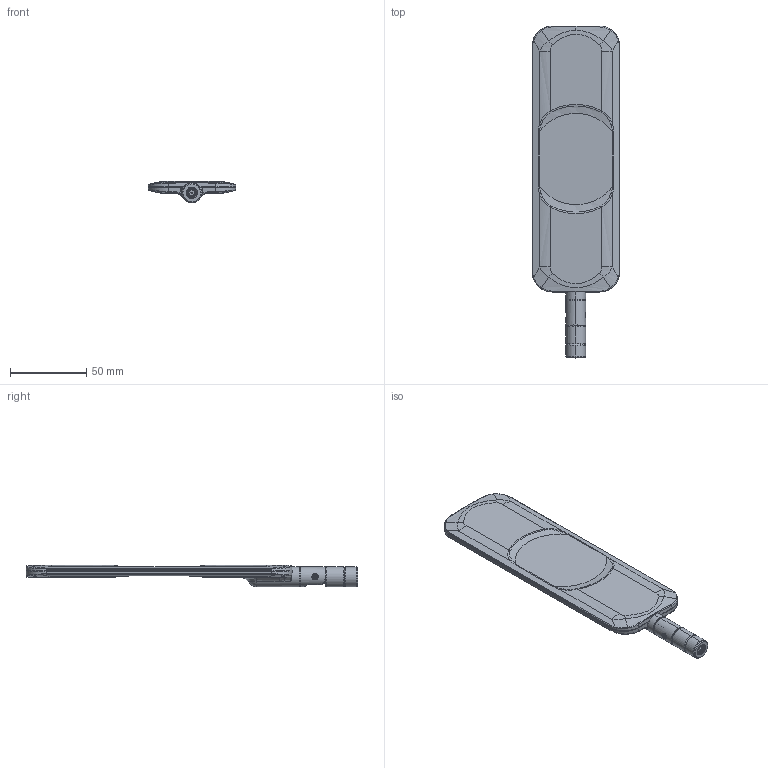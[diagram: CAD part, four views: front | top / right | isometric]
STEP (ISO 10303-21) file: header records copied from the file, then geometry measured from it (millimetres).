
FILE_DESCRIPTION (( 'STEP AP214' ), '1' );
FILE_NAME ('TG.35.8113W_web.STEP', '2020-07-15T09:56:16', ( '' ), ( '' ), 'SwSTEP 2.0', 'SolidWorks 2018', '' );
FILE_SCHEMA (( 'AUTOMOTIVE_DESIGN' ));
Length unit declared in the file: inch
Products named in the file (1): TG.35.8113W_web
Bounding box: 57.67 x 218.1 x 14.07 mm (x, y, z)
Surface area: 25028.2 mm2 (no closed solid volume)
Topology: 0 solids, 8 shells, 279 faces, 875 edges, 601 vertices
Faces by surface type: bspline 115, cylinder 79, plane 66, cone 18, torus 1
Entity records: 23455 total; most frequent: CARTESIAN_POINT 13392, ORIENTED_EDGE 1509, DIRECTION 900, EDGE_CURVE 875, VERTEX_POINT 601, B_SPLINE_CURVE_WITH_KNOTS 392, AXIS2_PLACEMENT_3D 318, EDGE_LOOP 295
